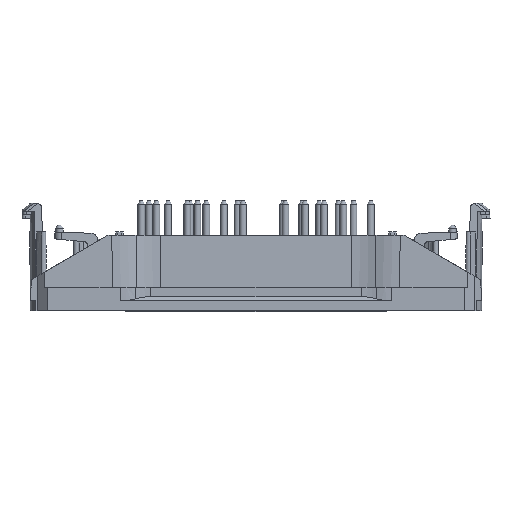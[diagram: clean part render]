
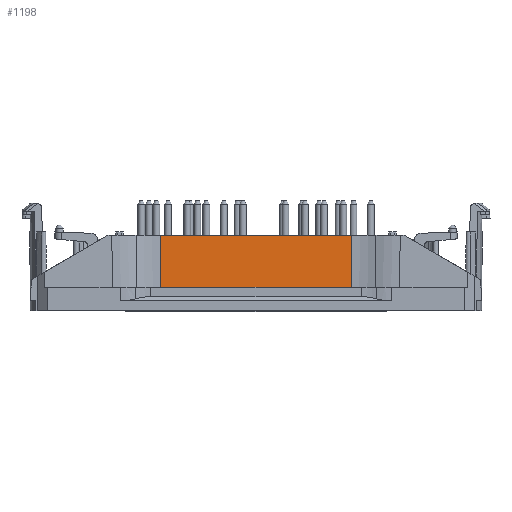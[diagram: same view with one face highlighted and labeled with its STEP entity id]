
A CAD part, front view. The second image highlights one B-rep face of the part: STEP entity #1198.
In plain terms, the highlighted planar face has unit normal (0, -1, 0.026).
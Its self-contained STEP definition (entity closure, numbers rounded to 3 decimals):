
#1198 = ADVANCED_FACE( '', ( #3346 ), #3347, .T. );
#3346 = FACE_OUTER_BOUND( '', #6703, .T. );
#3347 = PLANE( '', #6704 );
#6703 = EDGE_LOOP( '', ( #10432, #10433, #10434, #10435 ) );
#6704 = AXIS2_PLACEMENT_3D( '', #10436, #10437, #10438 );
#10432 = ORIENTED_EDGE( '', *, *, #18815, .F. );
#10433 = ORIENTED_EDGE( '', *, *, #18816, .F. );
#10434 = ORIENTED_EDGE( '', *, *, #18607, .T. );
#10435 = ORIENTED_EDGE( '', *, *, #18817, .T. );
#10436 = CARTESIAN_POINT( '', ( 0., -14.5, 1. ) );
#10437 = DIRECTION( '', ( 0., -1., 0.026 ) );
#10438 = DIRECTION( '', ( 0., -0.026, -1. ) );
#18607 = EDGE_CURVE( '', #22028, #22025, #22029, .F. );
#18815 = EDGE_CURVE( '', #22389, #22390, #22391, .F. );
#18816 = EDGE_CURVE( '', #22028, #22389, #22392, .T. );
#18817 = EDGE_CURVE( '', #22025, #22390, #22393, .T. );
#22025 = VERTEX_POINT( '', #27003 );
#22028 = VERTEX_POINT( '', #27006 );
#22029 = LINE( '', #27007, #27008 );
#22389 = VERTEX_POINT( '', #27499 );
#22390 = VERTEX_POINT( '', #27500 );
#22391 = LINE( '', #27501, #27502 );
#22392 = LINE( '', #27503, #27504 );
#22393 = LINE( '', #27505, #27506 );
#27003 = CARTESIAN_POINT( '', ( 13.977, -14.242, 10.85 ) );
#27006 = CARTESIAN_POINT( '', ( 13.895, -14.441, 3.25 ) );
#27007 = CARTESIAN_POINT( '', ( 13.978, -14.241, 10.889 ) );
#27008 = VECTOR( '', #33638, 1000. );
#27499 = CARTESIAN_POINT( '', ( -13.895, -14.441, 3.25 ) );
#27500 = CARTESIAN_POINT( '', ( -13.977, -14.242, 10.85 ) );
#27501 = CARTESIAN_POINT( '', ( -13.978, -14.241, 10.889 ) );
#27502 = VECTOR( '', #33878, 1000. );
#27503 = CARTESIAN_POINT( '', ( 0., -14.441, 3.25 ) );
#27504 = VECTOR( '', #33879, 1000. );
#27505 = CARTESIAN_POINT( '', ( 0., -14.242, 10.85 ) );
#27506 = VECTOR( '', #33880, 1000. );
#33638 = DIRECTION( '', ( -0.011, -0.026, -1. ) );
#33878 = DIRECTION( '', ( 0.011, -0.026, -1. ) );
#33879 = DIRECTION( '', ( -1., 0., 0. ) );
#33880 = DIRECTION( '', ( -1., 0., 0. ) );
